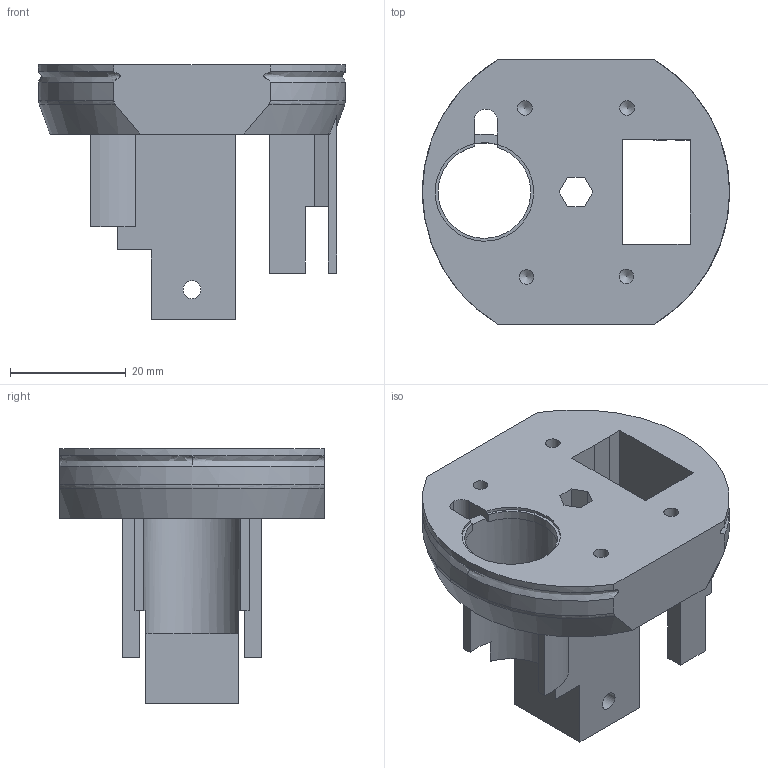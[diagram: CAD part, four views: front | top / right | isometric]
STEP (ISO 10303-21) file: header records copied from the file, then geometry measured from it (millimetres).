
FILE_DESCRIPTION(/* description */ (''),/* implementation_level */ '2;1');
FILE_NAME(/* name */ 'Base.step',/* time_stamp */ '2025-05-04T21:33:39+01:00',/* author */ (''),/* organization */ (''),/* preprocessor_version */ 'ST-DEVELOPER v20.1',/* originating_system */ 'Autodesk Translation Framework v14.4.0.0',/* authorisation */ '');
FILE_SCHEMA (('AUTOMOTIVE_DESIGN { 1 0 10303 214 3 1 1 }'));
Length unit declared in the file: millimetre
Products named in the file (1): Base
Bounding box: 53 x 45.6 x 44 mm (x, y, z)
Volume: 24871.6 mm3; surface area: 13020 mm2
Topology: 5 solids, 5 shells, 116 faces, 319 edges, 210 vertices
Faces by surface type: plane 85, cylinder 20, cone 6, bspline 3, torus 2
Full cylindrical faces by diameter (mm): 0.8 x2, 2.529 x4, 3.1 x2, 17 x1
Entity records: 4948 total; most frequent: CARTESIAN_POINT 1983, ORIENTED_EDGE 630, DIRECTION 567, EDGE_CURVE 315, LINE 239, VECTOR 239, VERTEX_POINT 210, AXIS2_PLACEMENT_3D 164
